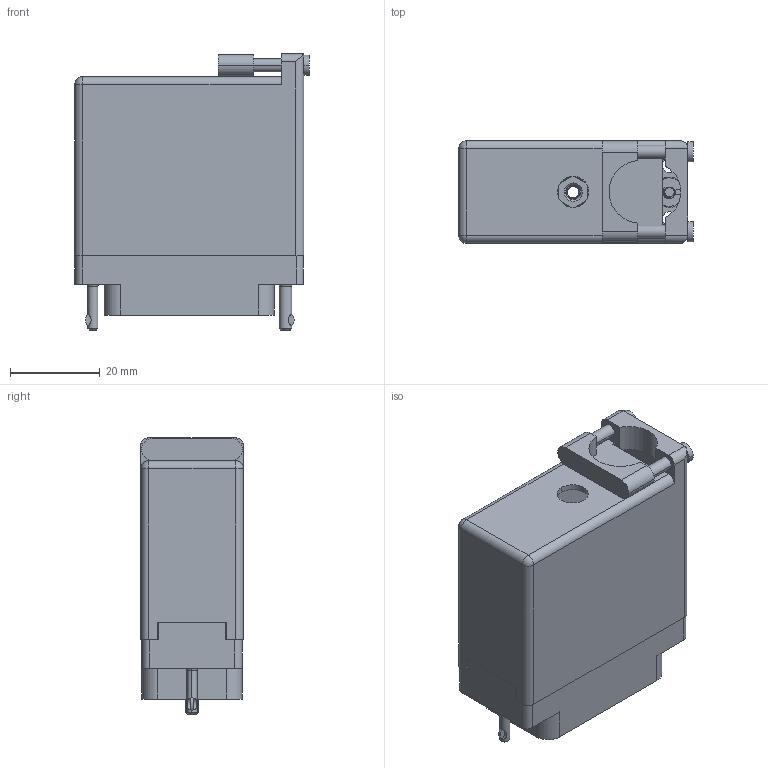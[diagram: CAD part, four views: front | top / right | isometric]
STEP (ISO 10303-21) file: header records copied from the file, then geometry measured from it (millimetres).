
FILE_DESCRIPTION (( 'STEP AP203' ), '1' );
FILE_NAME ('516-038-520-562.STEP', '2020-03-09T22:26:09', ( '' ), ( '' ), 'SwSTEP 2.0', 'SolidWorks 2016', '' );
FILE_SCHEMA (( 'CONFIG_CONTROL_DESIGN' ));
Length unit declared in the file: inch
Products named in the file (8): 516-252-035-100_516-252-035-100; 516-292-001_520 Contact; 516-038-520-562; 516-252-021-102_038; 516-222-038-102_039; 516 Plug Insulator_038; 516-222-038-102_038; 516-230-001_Metal - 038 Top Entry
Assembly tree (45 placements, depth 2):
  516-038-520-562
    516 Plug Insulator_038
    516-292-001_520 Contact  x38
    516-230-001_Metal - 038 Top Entry
    516-252-021-102_038  x2
    516-222-038-102_038
    516-252-035-100_516-252-035-100
    516-222-038-102_039
Bounding box: 52.27 x 22.83 x 61.44 mm (x, y, z)
Volume: 19606.6 mm3; surface area: 32984.8 mm2
Topology: 45 solids, 45 shells, 3922 faces, 11284 edges, 7472 vertices
Faces by surface type: plane 2325, cylinder 1275, bspline 270, cone 46, torus 4, sphere 2
Entity records: 48948 total; most frequent: CARTESIAN_POINT 14651, ORIENTED_EDGE 6992, DIRECTION 6584, EDGE_CURVE 3496, LINE 2350, VECTOR 2350, VERTEX_POINT 2306, AXIS2_PLACEMENT_3D 2117
